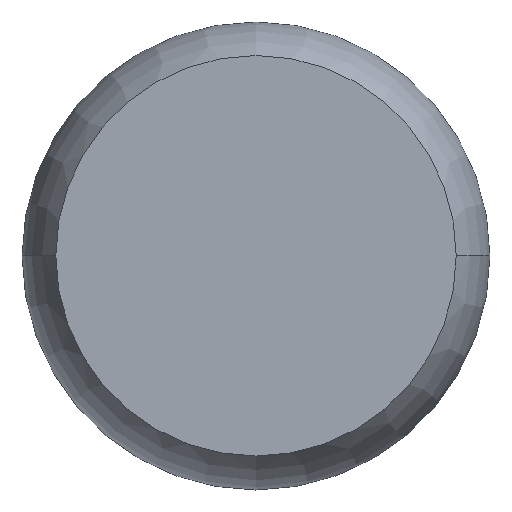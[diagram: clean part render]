
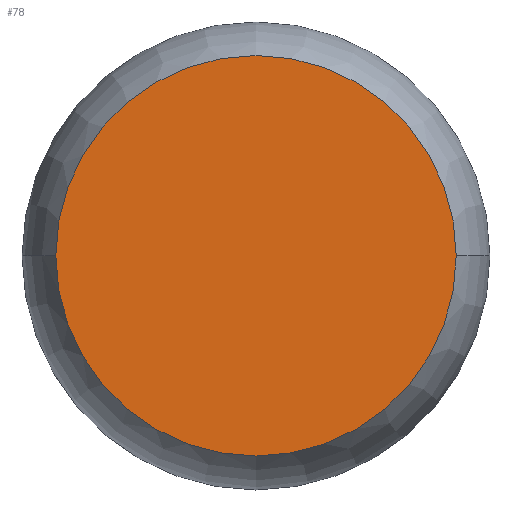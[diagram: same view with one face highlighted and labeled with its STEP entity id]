
A CAD part, top view. The second image highlights one B-rep face of the part: STEP entity #78.
In plain terms, the highlighted planar face has unit normal (0, 0, 1).
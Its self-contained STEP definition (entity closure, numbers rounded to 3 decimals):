
#78=ADVANCED_FACE('',(#145),#146,.T.);
#145=FACE_OUTER_BOUND('',#255,.T.);
#146=PLANE('',#256);
#255=EDGE_LOOP('',(#434,#435,#436));
#256=AXIS2_PLACEMENT_3D('',#437,#438,#439);
#434=ORIENTED_EDGE('',*,*,#764,.T.);
#435=ORIENTED_EDGE('',*,*,#801,.T.);
#436=ORIENTED_EDGE('',*,*,#765,.T.);
#437=CARTESIAN_POINT('',(0.,6.398,0.));
#438=DIRECTION('',(0.,0.,1.0));
#439=DIRECTION('',(0.,1.0,0.));
#764=EDGE_CURVE('',#902,#900,#903,.T.);
#765=EDGE_CURVE('',#894,#902,#904,.T.);
#801=EDGE_CURVE('',#900,#894,#967,.T.);
#894=VERTEX_POINT('',#1116);
#900=VERTEX_POINT('',#1122);
#902=VERTEX_POINT('',#1124);
#903=CIRCLE('',#1125,12.796);
#904=CIRCLE('',#1126,12.796);
#967=CIRCLE('',#1207,12.796);
#1116=CARTESIAN_POINT('',(12.796,0.,0.));
#1122=CARTESIAN_POINT('',(-12.796,0.,0.));
#1124=CARTESIAN_POINT('',(0.,12.796,0.));
#1125=AXIS2_PLACEMENT_3D('',#1419,#1420,#1421);
#1126=AXIS2_PLACEMENT_3D('',#1422,#1423,#1424);
#1207=AXIS2_PLACEMENT_3D('',#1494,#1495,#1496);
#1419=CARTESIAN_POINT('',(0.,0.0,0.));
#1420=DIRECTION('',(0.,-0.0,1.0));
#1421=DIRECTION('',(0.0,1.0,0.0));
#1422=CARTESIAN_POINT('',(0.,0.0,0.));
#1423=DIRECTION('',(0.,-0.0,1.0));
#1424=DIRECTION('',(0.0,1.0,0.0));
#1494=CARTESIAN_POINT('',(0.,0.0,0.));
#1495=DIRECTION('',(0.,-0.0,1.0));
#1496=DIRECTION('',(0.0,1.0,0.0));
